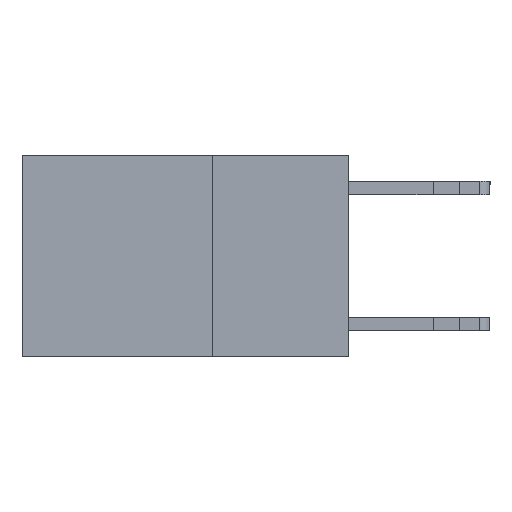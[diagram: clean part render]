
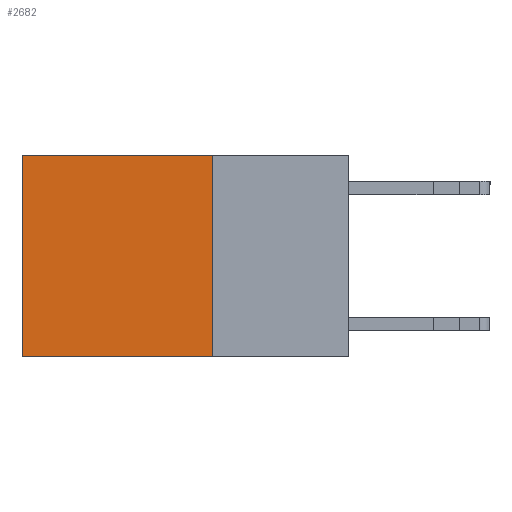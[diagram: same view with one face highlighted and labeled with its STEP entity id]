
A CAD part, left-side view. The second image highlights one B-rep face of the part: STEP entity #2682.
In plain terms, the highlighted planar face has unit normal (-1, 0, 0).
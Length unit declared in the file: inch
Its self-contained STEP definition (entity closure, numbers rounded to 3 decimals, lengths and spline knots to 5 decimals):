
#800 = LINE ( 'NONE', #6997, #10721 ) ;
#1648 = VECTOR ( 'NONE', #19207, 39.37008 ) ;
#2682 = ADVANCED_FACE ( 'NONE', ( #19323 ), #14338, .F. ) ;
#2777 = EDGE_CURVE ( 'NONE', #8627, #19174, #800, .T. ) ;
#3113 = CARTESIAN_POINT ( 'NONE',  ( 0.2625, 0.25, 0. ) ) ;
#3507 = CARTESIAN_POINT ( 'NONE',  ( 0.2625, 0.25, 0. ) ) ;
#3511 = DIRECTION ( 'NONE',  ( 0., 0., -1. ) ) ;
#3715 = CARTESIAN_POINT ( 'NONE',  ( 0.2625, 0.6, 0. ) ) ;
#4138 = ORIENTED_EDGE ( 'NONE', *, *, #6534, .T. ) ;
#5565 = DIRECTION ( 'NONE',  ( 0., 0., -1. ) ) ;
#6163 = EDGE_CURVE ( 'NONE', #15652, #9802, #14332, .T. ) ;
#6534 = EDGE_CURVE ( 'NONE', #9802, #19174, #8499, .T. ) ;
#6997 = CARTESIAN_POINT ( 'NONE',  ( 0.2625, 0.25, -0.37 ) ) ;
#8055 = EDGE_LOOP ( 'NONE', ( #4138, #17493, #14386, #18211 ) ) ;
#8303 = CARTESIAN_POINT ( 'NONE',  ( 0.2625, 0.25, 0. ) ) ;
#8499 = LINE ( 'NONE', #3715, #1648 ) ;
#8627 = VERTEX_POINT ( 'NONE', #10281 ) ;
#9102 = LINE ( 'NONE', #15347, #17974 ) ;
#9421 = EDGE_CURVE ( 'NONE', #15652, #8627, #9102, .T. ) ;
#9713 = DIRECTION ( 'NONE',  ( 0., 1., 0. ) ) ;
#9802 = VERTEX_POINT ( 'NONE', #15213 ) ;
#10069 = VECTOR ( 'NONE', #9713, 39.37008 ) ;
#10281 = CARTESIAN_POINT ( 'NONE',  ( 0.2625, 0.25, -0.37 ) ) ;
#10721 = VECTOR ( 'NONE', #18913, 39.37008 ) ;
#11411 = AXIS2_PLACEMENT_3D ( 'NONE', #8303, #12886, #3511 ) ;
#12886 = DIRECTION ( 'NONE',  ( 1., 0., 0. ) ) ;
#14332 = LINE ( 'NONE', #3507, #10069 ) ;
#14338 = PLANE ( 'NONE',  #11411 ) ;
#14386 = ORIENTED_EDGE ( 'NONE', *, *, #9421, .F. ) ;
#15213 = CARTESIAN_POINT ( 'NONE',  ( 0.2625, 0.6, 0. ) ) ;
#15347 = CARTESIAN_POINT ( 'NONE',  ( 0.2625, 0.25, 0. ) ) ;
#15652 = VERTEX_POINT ( 'NONE', #3113 ) ;
#17493 = ORIENTED_EDGE ( 'NONE', *, *, #2777, .F. ) ;
#17794 = CARTESIAN_POINT ( 'NONE',  ( 0.2625, 0.6, -0.37 ) ) ;
#17974 = VECTOR ( 'NONE', #5565, 39.37008 ) ;
#18211 = ORIENTED_EDGE ( 'NONE', *, *, #6163, .T. ) ;
#18913 = DIRECTION ( 'NONE',  ( 0., 1., 0. ) ) ;
#19174 = VERTEX_POINT ( 'NONE', #17794 ) ;
#19207 = DIRECTION ( 'NONE',  ( 0., 0., -1. ) ) ;
#19323 = FACE_OUTER_BOUND ( 'NONE', #8055, .T. ) ;
